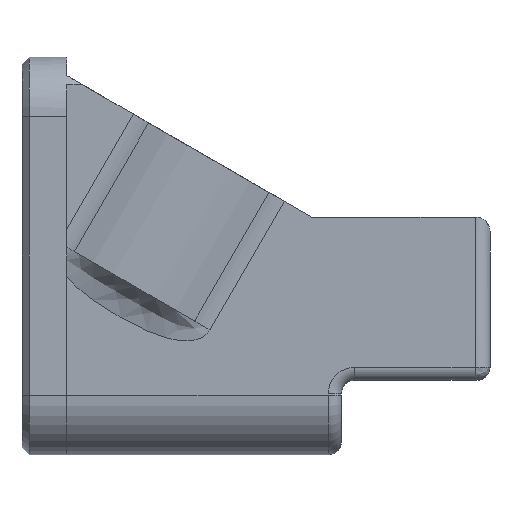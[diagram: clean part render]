
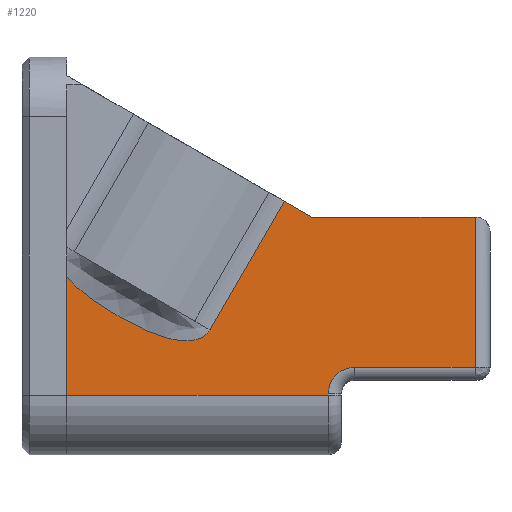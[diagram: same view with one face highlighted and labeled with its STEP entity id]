
A CAD part, left-side view. The second image highlights one B-rep face of the part: STEP entity #1220.
In plain terms, the highlighted planar face has unit normal (-1, 0, 0).
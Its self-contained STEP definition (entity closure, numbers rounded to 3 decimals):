
#27=B_SPLINE_CURVE_WITH_KNOTS('',3,(#2115,#2116,#2117,#2118,#2119,#2120,
#2121,#2122,#2123),.UNSPECIFIED.,.F.,.F.,(4,1,1,1,1,1,4),(-1.263,
-1.206,-1.128,-0.972,-0.894,
-0.856,-0.817),.UNSPECIFIED.);
#80=PLANE('',#1341);
#120=FACE_OUTER_BOUND('',#193,.T.);
#193=EDGE_LOOP('',(#973,#974,#975,#976,#977,#978,#979,#980,#981,#982));
#271=CIRCLE('',#1342,0.7);
#344=LINE('',#1958,#449);
#351=LINE('',#2067,#456);
#362=LINE('',#2103,#467);
#363=LINE('',#2105,#468);
#364=LINE('',#2109,#469);
#365=LINE('',#2111,#470);
#366=LINE('',#2112,#471);
#367=LINE('',#2114,#472);
#449=VECTOR('',#1542,10.);
#456=VECTOR('',#1575,10.);
#467=VECTOR('',#1604,10.);
#468=VECTOR('',#1605,10.);
#469=VECTOR('',#1608,10.);
#470=VECTOR('',#1609,10.);
#471=VECTOR('',#1610,10.);
#472=VECTOR('',#1611,10.);
#557=VERTEX_POINT('',#1955);
#558=VERTEX_POINT('',#1957);
#570=VERTEX_POINT('',#2064);
#571=VERTEX_POINT('',#2066);
#587=VERTEX_POINT('',#2102);
#588=VERTEX_POINT('',#2104);
#589=VERTEX_POINT('',#2106);
#590=VERTEX_POINT('',#2108);
#591=VERTEX_POINT('',#2110);
#592=VERTEX_POINT('',#2113);
#692=EDGE_CURVE('',#558,#557,#344,.T.);
#710=EDGE_CURVE('',#570,#571,#351,.T.);
#728=EDGE_CURVE('',#587,#557,#362,.T.);
#729=EDGE_CURVE('',#588,#587,#363,.T.);
#730=EDGE_CURVE('',#589,#588,#271,.T.);
#731=EDGE_CURVE('',#590,#589,#364,.T.);
#732=EDGE_CURVE('',#591,#590,#365,.T.);
#733=EDGE_CURVE('',#571,#591,#366,.T.);
#734=EDGE_CURVE('',#592,#570,#367,.T.);
#735=EDGE_CURVE('',#558,#592,#27,.T.);
#973=ORIENTED_EDGE('',*,*,#692,.T.);
#974=ORIENTED_EDGE('',*,*,#728,.F.);
#975=ORIENTED_EDGE('',*,*,#729,.F.);
#976=ORIENTED_EDGE('',*,*,#730,.F.);
#977=ORIENTED_EDGE('',*,*,#731,.F.);
#978=ORIENTED_EDGE('',*,*,#732,.F.);
#979=ORIENTED_EDGE('',*,*,#733,.F.);
#980=ORIENTED_EDGE('',*,*,#710,.F.);
#981=ORIENTED_EDGE('',*,*,#734,.F.);
#982=ORIENTED_EDGE('',*,*,#735,.F.);
#1220=ADVANCED_FACE('',(#120),#80,.T.);
#1341=AXIS2_PLACEMENT_3D('',#2101,#1602,#1603);
#1342=AXIS2_PLACEMENT_3D('',#2107,#1606,#1607);
#1542=DIRECTION('',(0.,0.,-1.));
#1575=DIRECTION('',(0.,-0.866,-0.5));
#1602=DIRECTION('center_axis',(-1.,0.,0.));
#1603=DIRECTION('ref_axis',(0.,0.,1.));
#1604=DIRECTION('',(0.,1.,0.));
#1605=DIRECTION('',(0.,0.,-1.));
#1606=DIRECTION('center_axis',(-1.,0.,0.));
#1607=DIRECTION('ref_axis',(0.,0.707,0.707));
#1608=DIRECTION('',(0.,1.,0.));
#1609=DIRECTION('',(0.,0.,-1.));
#1610=DIRECTION('',(0.,-1.,0.));
#1611=DIRECTION('',(0.,-0.5,0.866));
#1955=CARTESIAN_POINT('',(13.68,25.844,28.249));
#1957=CARTESIAN_POINT('',(13.68,25.844,31.453));
#1958=CARTESIAN_POINT('',(13.68,25.844,30.175));
#2064=CARTESIAN_POINT('',(13.68,19.98,33.474));
#2066=CARTESIAN_POINT('',(13.68,19.244,33.049));
#2067=CARTESIAN_POINT('',(13.68,19.754,33.343));
#2101=CARTESIAN_POINT('Origin',(13.68,19.244,28.349));
#2102=CARTESIAN_POINT('',(13.68,18.794,28.249));
#2103=CARTESIAN_POINT('',(13.68,19.244,28.249));
#2104=CARTESIAN_POINT('',(13.68,18.794,28.299));
#2105=CARTESIAN_POINT('',(13.68,18.794,28.999));
#2106=CARTESIAN_POINT('',(13.68,18.094,28.999));
#2107=CARTESIAN_POINT('Origin',(13.68,18.094,28.299));
#2108=CARTESIAN_POINT('',(13.68,14.844,28.999));
#2109=CARTESIAN_POINT('',(13.68,16.844,28.999));
#2110=CARTESIAN_POINT('',(13.68,14.844,33.049));
#2111=CARTESIAN_POINT('',(13.68,14.844,29.199));
#2112=CARTESIAN_POINT('',(13.68,19.244,33.049));
#2113=CARTESIAN_POINT('',(13.68,21.98,30.01));
#2114=CARTESIAN_POINT('',(13.68,20.98,31.742));
#2115=CARTESIAN_POINT('Ctrl Pts',(13.68,25.844,31.453));
#2116=CARTESIAN_POINT('Ctrl Pts',(13.68,25.725,31.302));
#2117=CARTESIAN_POINT('Ctrl Pts',(13.68,25.394,30.987));
#2118=CARTESIAN_POINT('Ctrl Pts',(13.68,24.595,30.44));
#2119=CARTESIAN_POINT('Ctrl Pts',(13.68,23.683,29.939));
#2120=CARTESIAN_POINT('Ctrl Pts',(13.68,22.798,29.689));
#2121=CARTESIAN_POINT('Ctrl Pts',(13.68,22.269,29.74));
#2122=CARTESIAN_POINT('Ctrl Pts',(13.68,22.045,29.898));
#2123=CARTESIAN_POINT('Ctrl Pts',(13.68,21.98,30.01));
